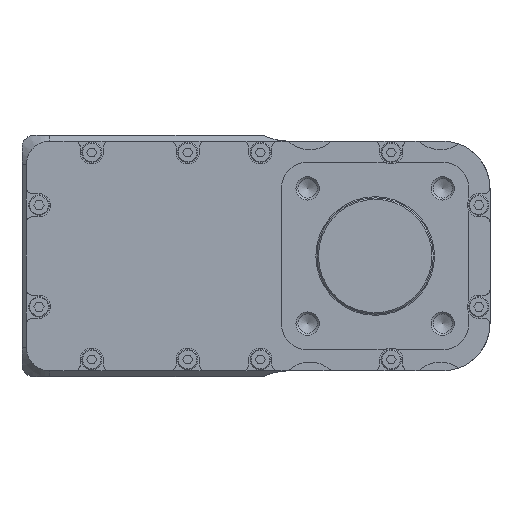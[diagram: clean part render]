
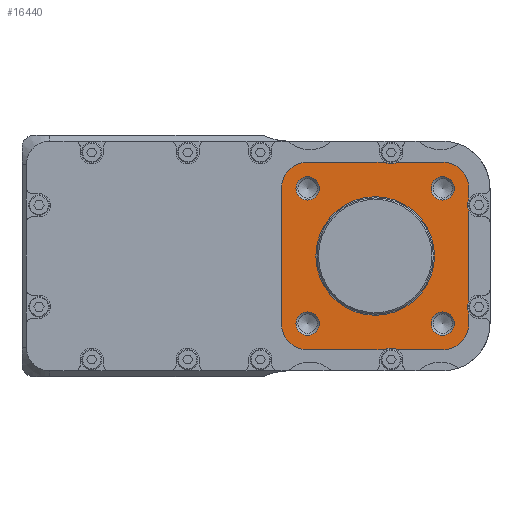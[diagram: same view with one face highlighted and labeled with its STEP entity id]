
A CAD part, left-side view. The second image highlights one B-rep face of the part: STEP entity #16440.
In plain terms, the highlighted face is planar.
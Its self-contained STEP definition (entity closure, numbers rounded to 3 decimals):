
#14155=CARTESIAN_POINT('',(61.,-23.25,-19.25));
#14156=VERTEX_POINT('',#14155);
#14165=CARTESIAN_POINT('',(61.,-23.25,-27.25));
#14166=VERTEX_POINT('',#14165);
#14167=CARTESIAN_POINT('',(61.,-23.25,-23.25));
#14168=DIRECTION('',(1.,0.,-0.));
#14169=DIRECTION('',(-0.,0.,-1.));
#14170=AXIS2_PLACEMENT_3D('',#14167,#14168,#14169);
#14171=CIRCLE('',#14170,4.);
#14172=EDGE_CURVE('',#14156,#14166,#14171,.T.);
#14174=CARTESIAN_POINT('',(61.,-23.25,-23.25));
#14175=DIRECTION('',(1.,0.,-0.));
#14176=DIRECTION('',(-0.,0.,-1.));
#14177=AXIS2_PLACEMENT_3D('',#14174,#14175,#14176);
#14178=CIRCLE('',#14177,4.);
#14179=EDGE_CURVE('',#14166,#14156,#14178,.T.);
#14260=CARTESIAN_POINT('',(61.,23.25,-19.25));
#14261=VERTEX_POINT('',#14260);
#14270=CARTESIAN_POINT('',(61.,23.25,-27.25));
#14271=VERTEX_POINT('',#14270);
#14272=CARTESIAN_POINT('',(61.,23.25,-23.25));
#14273=DIRECTION('',(1.,0.,-0.));
#14274=DIRECTION('',(-0.,0.,-1.));
#14275=AXIS2_PLACEMENT_3D('',#14272,#14273,#14274);
#14276=CIRCLE('',#14275,4.);
#14277=EDGE_CURVE('',#14261,#14271,#14276,.T.);
#14279=CARTESIAN_POINT('',(61.,23.25,-23.25));
#14280=DIRECTION('',(1.,0.,-0.));
#14281=DIRECTION('',(-0.,0.,-1.));
#14282=AXIS2_PLACEMENT_3D('',#14279,#14280,#14281);
#14283=CIRCLE('',#14282,4.);
#14284=EDGE_CURVE('',#14271,#14261,#14283,.T.);
#14365=CARTESIAN_POINT('',(61.,23.25,27.25));
#14366=VERTEX_POINT('',#14365);
#14375=CARTESIAN_POINT('',(61.,23.25,19.25));
#14376=VERTEX_POINT('',#14375);
#14377=CARTESIAN_POINT('',(61.,23.25,23.25));
#14378=DIRECTION('',(1.,0.,-0.));
#14379=DIRECTION('',(-0.,0.,-1.));
#14380=AXIS2_PLACEMENT_3D('',#14377,#14378,#14379);
#14381=CIRCLE('',#14380,4.);
#14382=EDGE_CURVE('',#14366,#14376,#14381,.T.);
#14384=CARTESIAN_POINT('',(61.,23.25,23.25));
#14385=DIRECTION('',(1.,0.,-0.));
#14386=DIRECTION('',(-0.,0.,-1.));
#14387=AXIS2_PLACEMENT_3D('',#14384,#14385,#14386);
#14388=CIRCLE('',#14387,4.);
#14389=EDGE_CURVE('',#14376,#14366,#14388,.T.);
#14470=CARTESIAN_POINT('',(61.,-23.25,27.25));
#14471=VERTEX_POINT('',#14470);
#14480=CARTESIAN_POINT('',(61.,-23.25,19.25));
#14481=VERTEX_POINT('',#14480);
#14482=CARTESIAN_POINT('',(61.,-23.25,23.25));
#14483=DIRECTION('',(1.,0.,-0.));
#14484=DIRECTION('',(-0.,0.,-1.));
#14485=AXIS2_PLACEMENT_3D('',#14482,#14483,#14484);
#14486=CIRCLE('',#14485,4.);
#14487=EDGE_CURVE('',#14471,#14481,#14486,.T.);
#14489=CARTESIAN_POINT('',(61.,-23.25,23.25));
#14490=DIRECTION('',(1.,0.,-0.));
#14491=DIRECTION('',(-0.,0.,-1.));
#14492=AXIS2_PLACEMENT_3D('',#14489,#14490,#14491);
#14493=CIRCLE('',#14492,4.);
#14494=EDGE_CURVE('',#14481,#14471,#14493,.T.);
#14661=CARTESIAN_POINT('',(61.,0.,20.4));
#14662=VERTEX_POINT('',#14661);
#14670=CARTESIAN_POINT('',(61.,0.,-20.4));
#14671=VERTEX_POINT('',#14670);
#14672=CARTESIAN_POINT('',(61.,0.,0.));
#14673=DIRECTION('',(1.,0.,0.));
#14674=DIRECTION('',(0.,0.,-1.));
#14675=AXIS2_PLACEMENT_3D('',#14672,#14673,#14674);
#14676=CIRCLE('',#14675,20.4);
#14677=EDGE_CURVE('',#14662,#14671,#14676,.T.);
#14679=CARTESIAN_POINT('',(61.,0.,0.));
#14680=DIRECTION('',(1.,0.,0.));
#14681=DIRECTION('',(0.,0.,-1.));
#14682=AXIS2_PLACEMENT_3D('',#14679,#14680,#14681);
#14683=CIRCLE('',#14682,20.4);
#14684=EDGE_CURVE('',#14671,#14662,#14683,.T.);
#15394=CARTESIAN_POINT('',(61.,-3.393,-32.25));
#15395=VERTEX_POINT('',#15394);
#15402=CARTESIAN_POINT('',(61.,-7.607,-32.25));
#15403=VERTEX_POINT('',#15402);
#15404=CARTESIAN_POINT('',(61.,-5.5,-35.65));
#15405=DIRECTION('',(-1.,0.,0.));
#15406=DIRECTION('',(0.,0.,1.));
#15407=AXIS2_PLACEMENT_3D('',#15404,#15405,#15406);
#15408=CIRCLE('',#15407,4.);
#15409=EDGE_CURVE('',#15403,#15395,#15408,.T.);
#15534=CARTESIAN_POINT('',(61.,-32.25,-19.607));
#15535=VERTEX_POINT('',#15534);
#15542=CARTESIAN_POINT('',(61.,-32.25,-15.393));
#15543=VERTEX_POINT('',#15542);
#15544=CARTESIAN_POINT('',(61.,-35.65,-17.5));
#15545=DIRECTION('',(-1.,0.,0.));
#15546=DIRECTION('',(0.,0.,1.));
#15547=AXIS2_PLACEMENT_3D('',#15544,#15545,#15546);
#15548=CIRCLE('',#15547,4.);
#15549=EDGE_CURVE('',#15543,#15535,#15548,.T.);
#15674=CARTESIAN_POINT('',(61.,-32.25,15.393));
#15675=VERTEX_POINT('',#15674);
#15682=CARTESIAN_POINT('',(61.,-32.25,19.607));
#15683=VERTEX_POINT('',#15682);
#15684=CARTESIAN_POINT('',(61.,-35.65,17.5));
#15685=DIRECTION('',(-1.,0.,0.));
#15686=DIRECTION('',(0.,0.,1.));
#15687=AXIS2_PLACEMENT_3D('',#15684,#15685,#15686);
#15688=CIRCLE('',#15687,4.);
#15689=EDGE_CURVE('',#15683,#15675,#15688,.T.);
#15804=CARTESIAN_POINT('',(61.,-5.5,31.65));
#15805=VERTEX_POINT('',#15804);
#15814=CARTESIAN_POINT('',(61.,-3.393,32.25));
#15815=VERTEX_POINT('',#15814);
#15816=CARTESIAN_POINT('',(61.,-5.5,35.65));
#15817=DIRECTION('',(-1.,0.,0.));
#15818=DIRECTION('',(0.,0.,1.));
#15819=AXIS2_PLACEMENT_3D('',#15816,#15817,#15818);
#15820=CIRCLE('',#15819,4.);
#15821=EDGE_CURVE('',#15815,#15805,#15820,.T.);
#16308=CARTESIAN_POINT('',(61.,23.25,23.25));
#16309=DIRECTION('',(1.,0.,0.));
#16310=DIRECTION('',(0.,0.,-1.));
#16311=AXIS2_PLACEMENT_3D('',#16308,#16309,#16310);
#16312=PLANE('',#16311);
#16313=ORIENTED_EDGE('',*,*,#14172,.F.);
#16314=ORIENTED_EDGE('',*,*,#14179,.F.);
#16315=EDGE_LOOP('',(#16313,#16314));
#16316=FACE_BOUND('',#16315,.T.);
#16317=ORIENTED_EDGE('',*,*,#14277,.F.);
#16318=ORIENTED_EDGE('',*,*,#14284,.F.);
#16319=EDGE_LOOP('',(#16317,#16318));
#16320=FACE_BOUND('',#16319,.T.);
#16321=ORIENTED_EDGE('',*,*,#14382,.F.);
#16322=ORIENTED_EDGE('',*,*,#14389,.F.);
#16323=EDGE_LOOP('',(#16321,#16322));
#16324=FACE_BOUND('',#16323,.T.);
#16325=ORIENTED_EDGE('',*,*,#14487,.F.);
#16326=ORIENTED_EDGE('',*,*,#14494,.F.);
#16327=EDGE_LOOP('',(#16325,#16326));
#16328=FACE_BOUND('',#16327,.T.);
#16329=ORIENTED_EDGE('',*,*,#14677,.F.);
#16330=ORIENTED_EDGE('',*,*,#14684,.F.);
#16331=EDGE_LOOP('',(#16329,#16330));
#16332=FACE_BOUND('',#16331,.T.);
#16333=CARTESIAN_POINT('',(61.,-23.25,-32.25));
#16334=VERTEX_POINT('',#16333);
#16335=CARTESIAN_POINT('',(61.,-12345.,-32.25));
#16336=DIRECTION('',(-0.,1.,-0.));
#16337=VECTOR('',#16336,24690.);
#16338=LINE('',#16335,#16337);
#16339=EDGE_CURVE('',#16334,#15403,#16338,.T.);
#16340=ORIENTED_EDGE('',*,*,#16339,.T.);
#16341=ORIENTED_EDGE('',*,*,#15409,.T.);
#16342=CARTESIAN_POINT('',(61.,23.25,-32.25));
#16343=VERTEX_POINT('',#16342);
#16344=CARTESIAN_POINT('',(61.,-12345.,-32.25));
#16345=DIRECTION('',(-0.,1.,-0.));
#16346=VECTOR('',#16345,24690.);
#16347=LINE('',#16344,#16346);
#16348=EDGE_CURVE('',#15395,#16343,#16347,.T.);
#16349=ORIENTED_EDGE('',*,*,#16348,.T.);
#16350=CARTESIAN_POINT('',(61.,32.25,-23.25));
#16351=VERTEX_POINT('',#16350);
#16352=CARTESIAN_POINT('',(61.,23.25,-23.25));
#16353=DIRECTION('',(1.,0.,-0.));
#16354=DIRECTION('',(0.,0.,1.));
#16355=AXIS2_PLACEMENT_3D('',#16352,#16353,#16354);
#16356=CIRCLE('',#16355,9.);
#16357=EDGE_CURVE('',#16343,#16351,#16356,.T.);
#16358=ORIENTED_EDGE('',*,*,#16357,.T.);
#16359=CARTESIAN_POINT('',(61.,32.25,23.25));
#16360=VERTEX_POINT('',#16359);
#16361=CARTESIAN_POINT('',(61.,32.25,-12345.));
#16362=DIRECTION('',(-0.,-0.,1.));
#16363=VECTOR('',#16362,24690.);
#16364=LINE('',#16361,#16363);
#16365=EDGE_CURVE('',#16351,#16360,#16364,.T.);
#16366=ORIENTED_EDGE('',*,*,#16365,.T.);
#16367=CARTESIAN_POINT('',(61.,23.25,32.25));
#16368=VERTEX_POINT('',#16367);
#16369=CARTESIAN_POINT('',(61.,23.25,23.25));
#16370=DIRECTION('',(1.,0.,-0.));
#16371=DIRECTION('',(0.,0.,1.));
#16372=AXIS2_PLACEMENT_3D('',#16369,#16370,#16371);
#16373=CIRCLE('',#16372,9.);
#16374=EDGE_CURVE('',#16360,#16368,#16373,.T.);
#16375=ORIENTED_EDGE('',*,*,#16374,.T.);
#16376=CARTESIAN_POINT('',(61.,12368.25,32.25));
#16377=DIRECTION('',(0.,-1.,-0.));
#16378=VECTOR('',#16377,24690.);
#16379=LINE('',#16376,#16378);
#16380=EDGE_CURVE('',#16368,#15815,#16379,.T.);
#16381=ORIENTED_EDGE('',*,*,#16380,.T.);
#16382=ORIENTED_EDGE('',*,*,#15821,.T.);
#16383=CARTESIAN_POINT('',(61.,-7.607,32.25));
#16384=VERTEX_POINT('',#16383);
#16385=CARTESIAN_POINT('',(61.,-5.5,35.65));
#16386=DIRECTION('',(-1.,0.,0.));
#16387=DIRECTION('',(0.,0.,1.));
#16388=AXIS2_PLACEMENT_3D('',#16385,#16386,#16387);
#16389=CIRCLE('',#16388,4.);
#16390=EDGE_CURVE('',#15805,#16384,#16389,.T.);
#16391=ORIENTED_EDGE('',*,*,#16390,.T.);
#16392=CARTESIAN_POINT('',(61.,-23.25,32.25));
#16393=VERTEX_POINT('',#16392);
#16394=CARTESIAN_POINT('',(61.,12368.25,32.25));
#16395=DIRECTION('',(0.,-1.,-0.));
#16396=VECTOR('',#16395,24690.);
#16397=LINE('',#16394,#16396);
#16398=EDGE_CURVE('',#16384,#16393,#16397,.T.);
#16399=ORIENTED_EDGE('',*,*,#16398,.T.);
#16400=CARTESIAN_POINT('',(61.,-32.25,23.25));
#16401=VERTEX_POINT('',#16400);
#16402=CARTESIAN_POINT('',(61.,-23.25,23.25));
#16403=DIRECTION('',(1.,0.,-0.));
#16404=DIRECTION('',(0.,0.,1.));
#16405=AXIS2_PLACEMENT_3D('',#16402,#16403,#16404);
#16406=CIRCLE('',#16405,9.);
#16407=EDGE_CURVE('',#16393,#16401,#16406,.T.);
#16408=ORIENTED_EDGE('',*,*,#16407,.T.);
#16409=CARTESIAN_POINT('',(61.,-32.25,12368.25));
#16410=DIRECTION('',(-0.,-0.,-1.));
#16411=VECTOR('',#16410,24690.);
#16412=LINE('',#16409,#16411);
#16413=EDGE_CURVE('',#16401,#15683,#16412,.T.);
#16414=ORIENTED_EDGE('',*,*,#16413,.T.);
#16415=ORIENTED_EDGE('',*,*,#15689,.T.);
#16416=CARTESIAN_POINT('',(61.,-32.25,12368.25));
#16417=DIRECTION('',(-0.,-0.,-1.));
#16418=VECTOR('',#16417,24690.);
#16419=LINE('',#16416,#16418);
#16420=EDGE_CURVE('',#15675,#15543,#16419,.T.);
#16421=ORIENTED_EDGE('',*,*,#16420,.T.);
#16422=ORIENTED_EDGE('',*,*,#15549,.T.);
#16423=CARTESIAN_POINT('',(61.,-32.25,-23.25));
#16424=VERTEX_POINT('',#16423);
#16425=CARTESIAN_POINT('',(61.,-32.25,12368.25));
#16426=DIRECTION('',(-0.,-0.,-1.));
#16427=VECTOR('',#16426,24690.);
#16428=LINE('',#16425,#16427);
#16429=EDGE_CURVE('',#15535,#16424,#16428,.T.);
#16430=ORIENTED_EDGE('',*,*,#16429,.T.);
#16431=CARTESIAN_POINT('',(61.,-23.25,-23.25));
#16432=DIRECTION('',(1.,0.,-0.));
#16433=DIRECTION('',(0.,0.,1.));
#16434=AXIS2_PLACEMENT_3D('',#16431,#16432,#16433);
#16435=CIRCLE('',#16434,9.);
#16436=EDGE_CURVE('',#16424,#16334,#16435,.T.);
#16437=ORIENTED_EDGE('',*,*,#16436,.T.);
#16438=EDGE_LOOP('',(#16340,#16341,#16349,#16358,#16366,#16375,#16381,#16382,#16391,#16399,#16408,#16414,#16415,#16421,#16422,#16430,#16437));
#16439=FACE_BOUND('',#16438,.T.);
#16440=ADVANCED_FACE('',(#16316,#16320,#16324,#16328,#16332,#16439),#16312,.T.);
